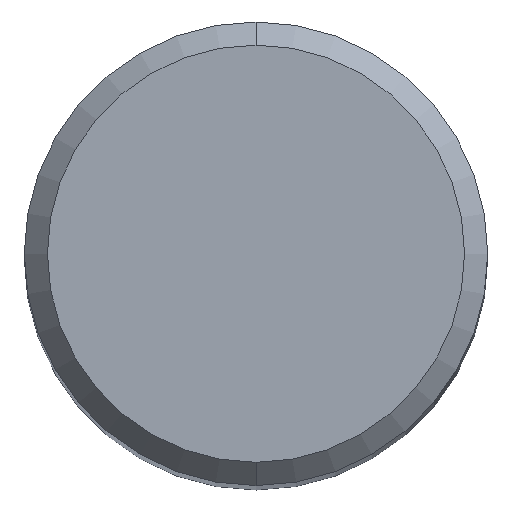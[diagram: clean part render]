
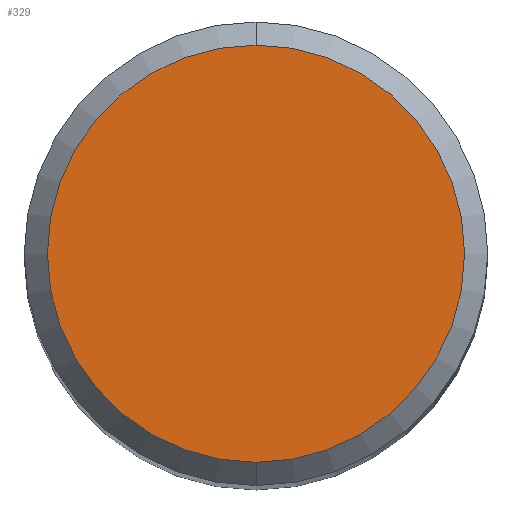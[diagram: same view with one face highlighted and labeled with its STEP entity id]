
A CAD part, top view. The second image highlights one B-rep face of the part: STEP entity #329.
In plain terms, the highlighted planar face has unit normal (0, 0, 1).
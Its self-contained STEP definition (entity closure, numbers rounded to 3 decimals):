
#231=VERTEX_POINT('',#544);
#241=EDGE_CURVE('',#399,#231,#555,.T.);
#245=EDGE_CURVE('',#231,#399,#559,.T.);
#329=ADVANCED_FACE('',(#651),#652,.T.);
#399=VERTEX_POINT('',#731);
#544=CARTESIAN_POINT('',(0.,-4.5,0.0));
#555=CIRCLE('',#942,4.5);
#559=CIRCLE('',#947,4.5);
#651=FACE_OUTER_BOUND('',#1204,.T.);
#652=PLANE('',#1205);
#731=CARTESIAN_POINT('',(0.0,4.5,0.0));
#942=AXIS2_PLACEMENT_3D('',#1568,#1569,#1570);
#947=AXIS2_PLACEMENT_3D('',#1571,#1572,#1573);
#1204=EDGE_LOOP('',(#1680,#1681));
#1205=AXIS2_PLACEMENT_3D('',#1682,#1683,#1684);
#1568=CARTESIAN_POINT('',(0.0,0.0,0.0));
#1569=DIRECTION('',(0.0,0.0,-1.0));
#1570=DIRECTION('',(0.0,1.0,0.0));
#1571=CARTESIAN_POINT('',(0.0,0.0,0.0));
#1572=DIRECTION('',(0.0,0.0,-1.0));
#1573=DIRECTION('',(0.0,1.0,0.0));
#1680=ORIENTED_EDGE('',*,*,#241,.F.);
#1681=ORIENTED_EDGE('',*,*,#245,.F.);
#1682=CARTESIAN_POINT('',(0.0,2.25,0.0));
#1683=DIRECTION('',(-0.0,0.0,1.0));
#1684=DIRECTION('',(0.0,-1.0,0.0));
